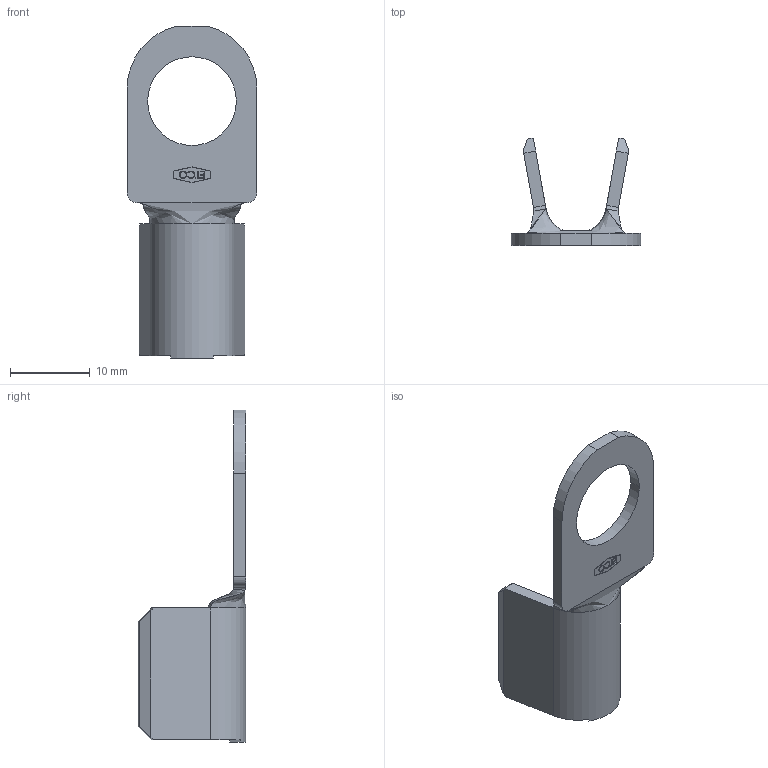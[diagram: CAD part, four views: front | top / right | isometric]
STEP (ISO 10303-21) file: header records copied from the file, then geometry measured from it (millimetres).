
FILE_DESCRIPTION (( 'STEP AP203' ), '1' );
FILE_NAME ('82349.STEP', '2015-02-05T17:56:45', ( '' ), ( '' ), 'SwSTEP 2.0', 'SolidWorks 2014', '' );
FILE_SCHEMA (( 'CONFIG_CONTROL_DESIGN' ));
Length unit declared in the file: inch
Products named in the file (1): 82349
Bounding box: 16.26 x 13.46 x 41.53 mm (x, y, z)
Volume: 1155.6 mm3; surface area: 1815.9 mm2
Topology: 1 solids, 1 shells, 184 faces, 465 edges, 290 vertices
Faces by surface type: plane 123, bspline 25, cylinder 22, cone 14
Entity records: 6848 total; most frequent: CARTESIAN_POINT 2525, ORIENTED_EDGE 930, DIRECTION 775, EDGE_CURVE 465, VECTOR 359, LINE 359, VERTEX_POINT 290, AXIS2_PLACEMENT_3D 208
